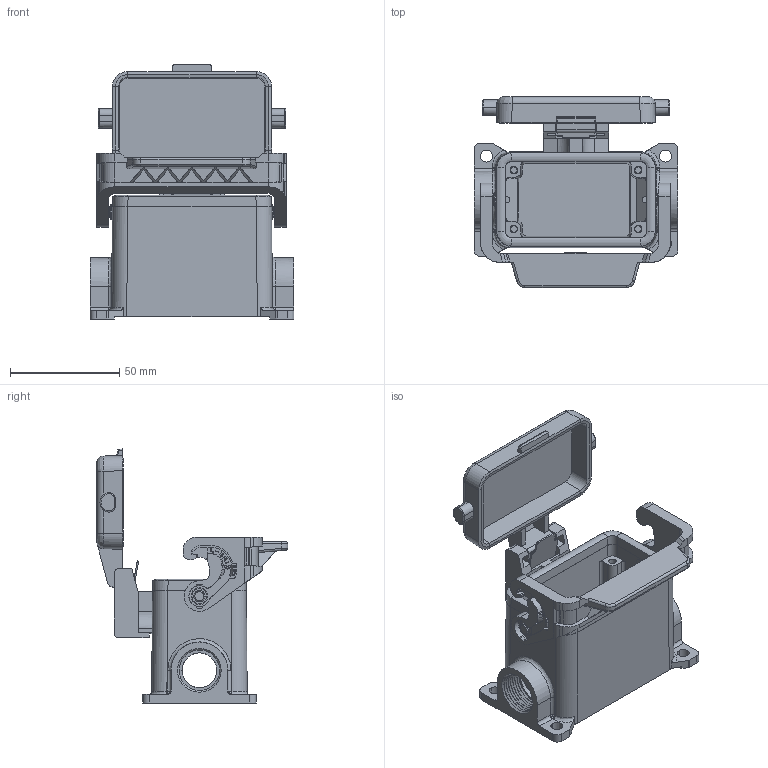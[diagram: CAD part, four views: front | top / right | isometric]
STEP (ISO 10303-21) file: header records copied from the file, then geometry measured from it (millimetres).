
FILE_DESCRIPTION(('Creo Elements/Direct Modeling STEP Export'),'2;1');
FILE_NAME('37jbk2e5ph56hej3060','2023-03-02T10:26:11',(''),(''),'Creo Elements/Direct Modeling STEP processor for AP214 (Solid Model)','Creo Elements/Direct Modeling 20.1B 02-Apr-2019 (C) Parametric Technology GmbH','');
FILE_SCHEMA(('AUTOMOTIVE_DESIGN { 1 0 10303 214 1 1 1 1 }'));
Products named in the file (2): MLP 10 LS220
Assembly tree (1 placements, depth 2):
  MLP 10 LS220
    MLP 10 LS220
Bounding box: 93.5 x 87.8 x 116.49 mm (x, y, z)
Volume: 109633.7 mm3; surface area: 64201 mm2
Topology: 1 solids, 1 shells, 1417 faces, 3779 edges, 2427 vertices
Faces by surface type: plane 802, cylinder 418, cone 88, torus 54, bspline 46, sphere 9
Entity records: 62002 total; most frequent: CARTESIAN_POINT 15970, ORIENTED_EDGE 7544, DIRECTION 6831, EDGE_CURVE 3772, VECTOR 2517, LINE 2517, VERTEX_POINT 2427, AXIS2_PLACEMENT_3D 2157
